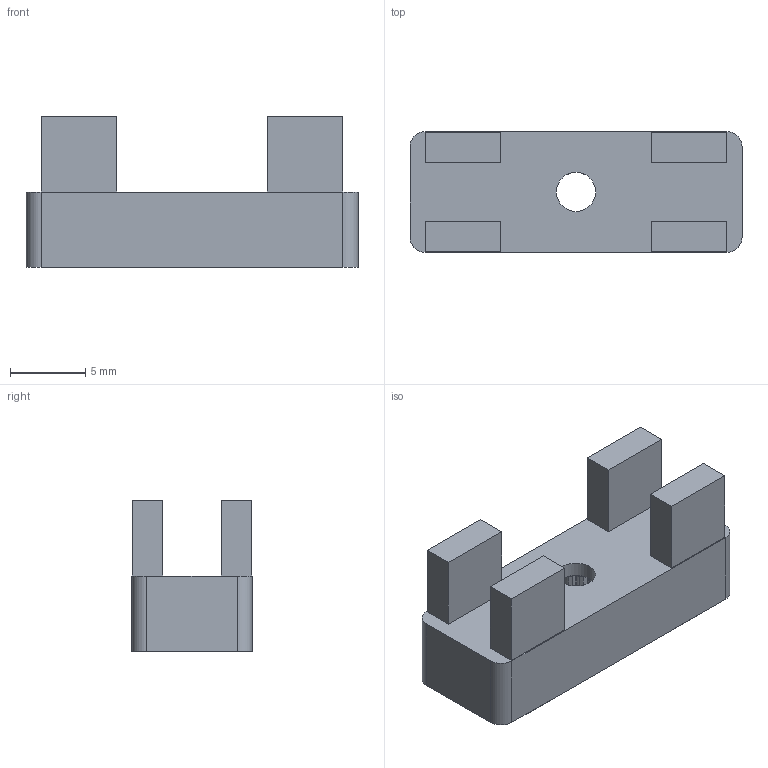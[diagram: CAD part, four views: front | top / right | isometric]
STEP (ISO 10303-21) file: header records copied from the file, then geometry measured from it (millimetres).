
FILE_DESCRIPTION(('FreeCAD Model'),'2;1');
FILE_NAME('Open CASCADE Shape Model','2025-05-12T15:27:19',(''),(''), 'Open CASCADE STEP processor 7.8','FreeCAD','Unknown');
FILE_SCHEMA(('AUTOMOTIVE_DESIGN { 1 0 10303 214 1 1 1 1 }'));
Length unit declared in the file: millimetre
Products named in the file (1): Fusion
Bounding box: 22 x 8 x 10 mm (x, y, z)
Volume: 967.4 mm3; surface area: 1041.2 mm2
Topology: 1 solids, 1 shells, 136 faces, 384 edges, 262 vertices
Faces by surface type: extrusion 94, plane 36, cylinder 6
Full cylindrical faces by diameter (mm): 2.6 x1, 6.1 x1
Entity records: 5142 total; most frequent: CARTESIAN_POINT 1929, ORIENTED_EDGE 768, DIRECTION 390, EDGE_CURVE 384, B_SPLINE_CURVE_WITH_KNOTS 282, VECTOR 276, VERTEX_POINT 262, LINE 182
